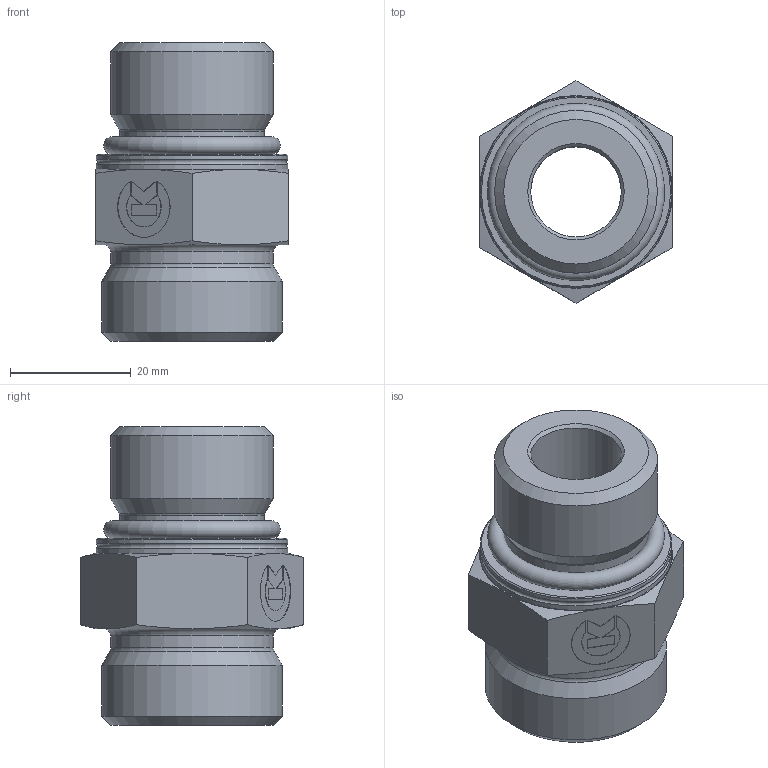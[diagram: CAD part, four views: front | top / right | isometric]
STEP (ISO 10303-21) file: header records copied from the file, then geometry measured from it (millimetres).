
FILE_DESCRIPTION((''),'2;1');
FILE_NAME('138202730Vi.stp','2014-08-08T14:52:17',(''),('KNOMI spol. s r. o.'),'Autodesk Inventor 2012','Autodesk Inventor 2012','');
FILE_SCHEMA(('AUTOMOTIVE_DESIGN { 1 2 10303 214 0 1 1 1 }'));
Length unit declared in the file: millimetre
Products named in the file (3): PHFM2 M27x2/30x2; 139202730; 60823600290Vi
Assembly tree (2 placements, depth 2):
  PHFM2 M27x2/30x2
    139202730
    60823600290Vi
Bounding box: 32 x 36.95 x 49.5 mm (x, y, z)
Volume: 23489.9 mm3; surface area: 9299.1 mm2
Topology: 2 solids, 2 shells, 79 faces, 186 edges, 117 vertices
Faces by surface type: plane 42, cone 19, cylinder 12, torus 6
Full cylindrical faces by diameter (mm): 15 x1, 20 x1, 24 x1, 27 x2, 30 x1, 31.8 x2
Entity records: 2243 total; most frequent: CARTESIAN_POINT 401, DIRECTION 350, ORIENTED_EDGE 318, EDGE_CURVE 159, AXIS2_PLACEMENT_3D 131, VERTEX_POINT 110, EDGE_LOOP 109, VECTOR 88
